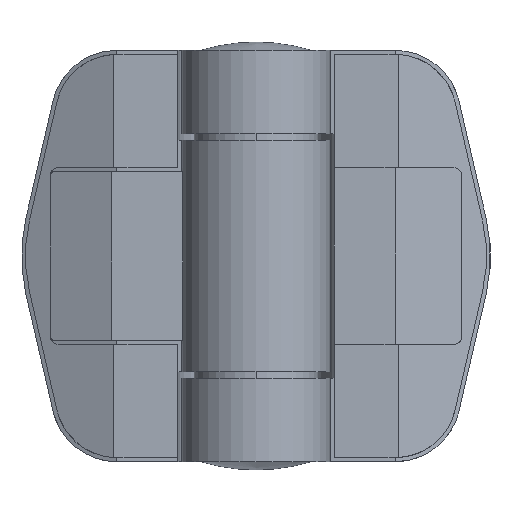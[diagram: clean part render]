
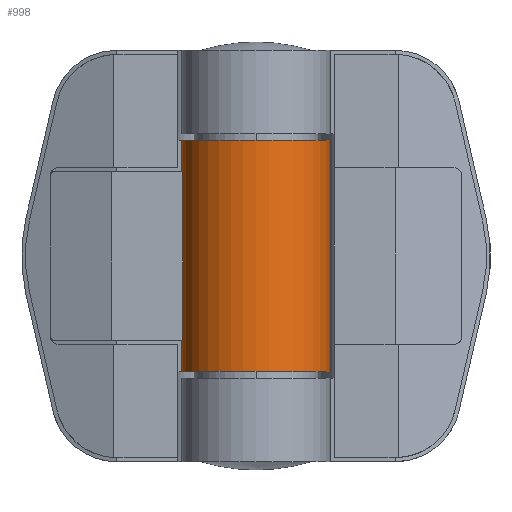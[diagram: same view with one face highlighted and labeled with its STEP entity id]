
A CAD part, top view. The second image highlights one B-rep face of the part: STEP entity #998.
In plain terms, the highlighted cylindrical face has radius 9 mm (diameter 18 mm), a partial arc.
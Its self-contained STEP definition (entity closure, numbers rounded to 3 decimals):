
#197 = ORIENTED_EDGE ( 'NONE', *, *, #1361, .F. ) ;
#198 = ORIENTED_EDGE ( 'NONE', *, *, #1365, .T. ) ;
#199 = ORIENTED_EDGE ( 'NONE', *, *, #1368, .F. ) ;
#200 = ORIENTED_EDGE ( 'NONE', *, *, #1366, .F. ) ;
#204 = ORIENTED_EDGE ( 'NONE', *, *, #1375, .T. ) ;
#206 = ORIENTED_EDGE ( 'NONE', *, *, #1353, .F. ) ;
#207 = ORIENTED_EDGE ( 'NONE', *, *, #1351, .F. ) ;
#212 = ORIENTED_EDGE ( 'NONE', *, *, #1376, .F. ) ;
#246 = VERTEX_POINT ( 'NONE', #568 ) ;
#249 = VERTEX_POINT ( 'NONE', #571 ) ;
#252 = VERTEX_POINT ( 'NONE', #574 ) ;
#368 = AXIS2_PLACEMENT_3D ( 'NONE', #2984, #2994, #2995 ) ;
#369 = VECTOR ( 'NONE', #2990, 1000. ) ;
#377 = VECTOR ( 'NONE', #3019, 1000. ) ;
#378 = AXIS2_PLACEMENT_3D ( 'NONE', #3036, #3040, #3041 ) ;
#382 = AXIS2_PLACEMENT_3D ( 'NONE', #3030, #3034, #3035 ) ;
#383 = VECTOR ( 'NONE', #3033, 1000. ) ;
#388 = AXIS2_PLACEMENT_3D ( 'NONE', #3061, #3062, #3063 ) ;
#391 = VECTOR ( 'NONE', #3067, 1000. ) ;
#568 = CARTESIAN_POINT ( 'NONE',  ( 9., 0., 14.05 ) ) ;
#571 = CARTESIAN_POINT ( 'NONE',  ( -9., 0., -10.25 ) ) ;
#574 = CARTESIAN_POINT ( 'NONE',  ( -9., 0., -14.05 ) ) ;
#998 = ADVANCED_FACE ( 'NONE', ( #4094 ), #4098, .T. ) ;
#1351 = EDGE_CURVE ( 'NONE', #3941, #3950, #2988, .T. ) ;
#1353 = EDGE_CURVE ( 'NONE', #3950, #3947, #3855, .T. ) ;
#1361 = EDGE_CURVE ( 'NONE', #249, #252, #3017, .T. ) ;
#1365 = EDGE_CURVE ( 'NONE', #246, #3948, #3031, .T. ) ;
#1366 = EDGE_CURVE ( 'NONE', #246, #3941, #3862, .T. ) ;
#1368 = EDGE_CURVE ( 'NONE', #252, #3948, #3863, .T. ) ;
#1375 = EDGE_CURVE ( 'NONE', #249, #3934, #3867, .T. ) ;
#1376 = EDGE_CURVE ( 'NONE', #3947, #3934, #3065, .T. ) ;
#1761 = CARTESIAN_POINT ( 'NONE',  ( 0., 0., 25. ) ) ;
#1762 = DIRECTION ( 'NONE',  ( 0., 0., -1. ) ) ;
#1763 = DIRECTION ( 'NONE',  ( -1., 0., 0. ) ) ;
#2050 = EDGE_LOOP ( 'NONE', ( #200, #198, #199, #197, #204, #212, #206, #207 ) ) ;
#2984 = CARTESIAN_POINT ( 'NONE',  ( 0., 0., 10.25 ) ) ;
#2988 = LINE ( 'NONE', #2989, #369 ) ;
#2989 = CARTESIAN_POINT ( 'NONE',  ( -9., 0., 25. ) ) ;
#2990 = DIRECTION ( 'NONE',  ( 0., 0., -1. ) ) ;
#2994 = DIRECTION ( 'NONE',  ( 0., 0., -1. ) ) ;
#2995 = DIRECTION ( 'NONE',  ( 1., 0., 0. ) ) ;
#3017 = LINE ( 'NONE', #3018, #377 ) ;
#3018 = CARTESIAN_POINT ( 'NONE',  ( -9., 0., 25. ) ) ;
#3019 = DIRECTION ( 'NONE',  ( 0., 0., -1. ) ) ;
#3030 = CARTESIAN_POINT ( 'NONE',  ( 0., 0., 14.05 ) ) ;
#3031 = LINE ( 'NONE', #3032, #383 ) ;
#3032 = CARTESIAN_POINT ( 'NONE',  ( 9., 0., 25. ) ) ;
#3033 = DIRECTION ( 'NONE',  ( 0., 0., -1. ) ) ;
#3034 = DIRECTION ( 'NONE',  ( 0., 0., 1. ) ) ;
#3035 = DIRECTION ( 'NONE',  ( 1., 0., 0. ) ) ;
#3036 = CARTESIAN_POINT ( 'NONE',  ( 0., 0., -14.05 ) ) ;
#3040 = DIRECTION ( 'NONE',  ( 0., 0., -1. ) ) ;
#3041 = DIRECTION ( 'NONE',  ( -1., 0., 0. ) ) ;
#3061 = CARTESIAN_POINT ( 'NONE',  ( 0., 0., -10.25 ) ) ;
#3062 = DIRECTION ( 'NONE',  ( 0., 0., -1. ) ) ;
#3063 = DIRECTION ( 'NONE',  ( 1., 0., 0. ) ) ;
#3065 = LINE ( 'NONE', #3066, #391 ) ;
#3066 = CARTESIAN_POINT ( 'NONE',  ( -8.874, 1.5, 10.25 ) ) ;
#3067 = DIRECTION ( 'NONE',  ( 0., 0., -1. ) ) ;
#3154 = CARTESIAN_POINT ( 'NONE',  ( -8.874, 1.5, -10.25 ) ) ;
#3161 = CARTESIAN_POINT ( 'NONE',  ( -9., 0., 14.05 ) ) ;
#3167 = CARTESIAN_POINT ( 'NONE',  ( -8.874, 1.5, 10.25 ) ) ;
#3168 = CARTESIAN_POINT ( 'NONE',  ( 9., 0., -14.05 ) ) ;
#3170 = CARTESIAN_POINT ( 'NONE',  ( -9., 0., 10.25 ) ) ;
#3855 = CIRCLE ( 'NONE', #368, 9. ) ;
#3862 = CIRCLE ( 'NONE', #382, 9. ) ;
#3863 = CIRCLE ( 'NONE', #378, 9. ) ;
#3867 = CIRCLE ( 'NONE', #388, 9. ) ;
#3934 = VERTEX_POINT ( 'NONE', #3154 ) ;
#3941 = VERTEX_POINT ( 'NONE', #3161 ) ;
#3947 = VERTEX_POINT ( 'NONE', #3167 ) ;
#3948 = VERTEX_POINT ( 'NONE', #3168 ) ;
#3950 = VERTEX_POINT ( 'NONE', #3170 ) ;
#4093 = AXIS2_PLACEMENT_3D ( 'NONE', #1761, #1762, #1763 ) ;
#4094 = FACE_OUTER_BOUND ( 'NONE', #2050, .T. ) ;
#4098 = CYLINDRICAL_SURFACE ( 'NONE', #4093, 9. ) ;
